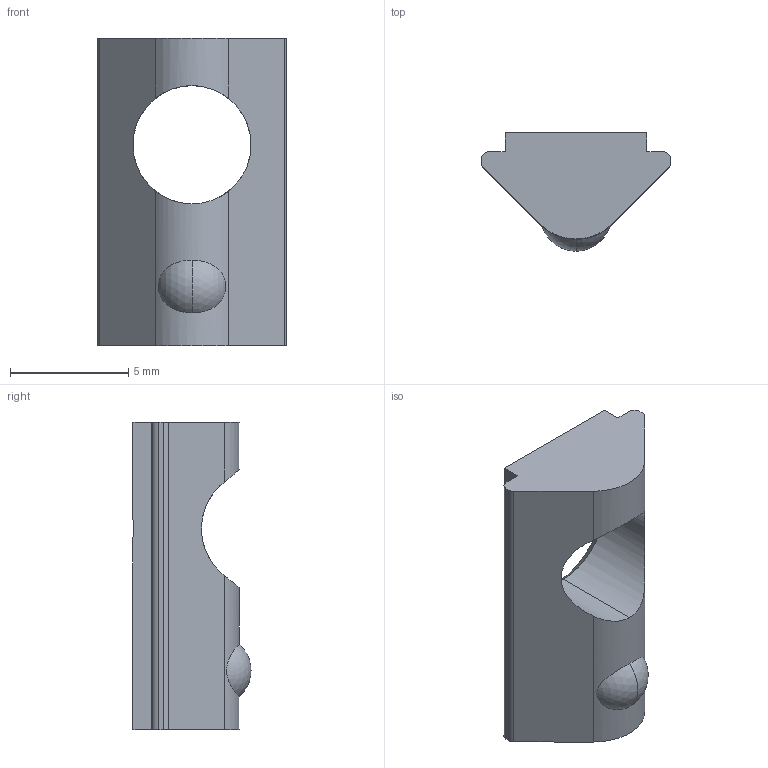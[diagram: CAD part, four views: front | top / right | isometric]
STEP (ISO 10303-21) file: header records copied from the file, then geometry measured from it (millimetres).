
FILE_DESCRIPTION (( 'STEP AP203' ), '1' );
FILE_NAME ('ALF-SNM6-8_6.step', '2024-08-09T12:46:45', ( '' ), ( '' ), 'SwSTEP 2.0', 'SolidWorks 2022', '' );
FILE_SCHEMA (( 'CONFIG_CONTROL_DESIGN' ));
Length unit declared in the file: millimetre
Products named in the file (1): ALF-SNM6-8_6
Bounding box: 8 x 5 x 13 mm (x, y, z)
Volume: 238 mm3; surface area: 332.5 mm2
Topology: 1 solids, 1 shells, 24 faces, 68 edges, 45 vertices
Faces by surface type: plane 12, cylinder 8, sphere 2, cone 2
Entity records: 927 total; most frequent: CARTESIAN_POINT 224, ORIENTED_EDGE 136, DIRECTION 126, EDGE_CURVE 68, VERTEX_POINT 45, AXIS2_PLACEMENT_3D 43, VECTOR 40, LINE 40
